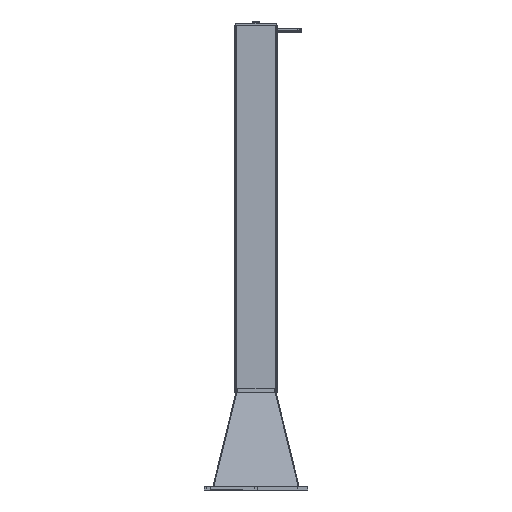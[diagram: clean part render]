
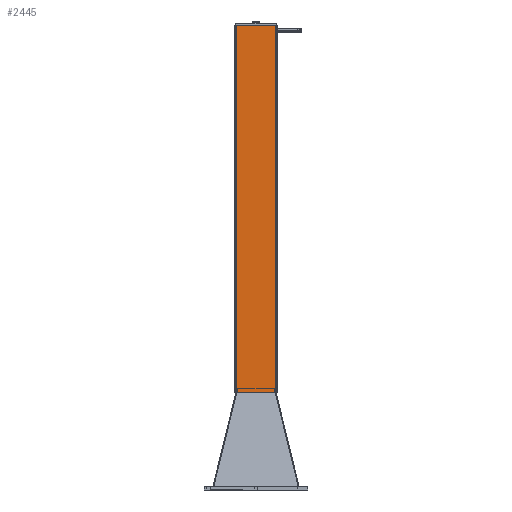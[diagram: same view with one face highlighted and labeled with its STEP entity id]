
A CAD part, left-side view. The second image highlights one B-rep face of the part: STEP entity #2445.
In plain terms, the highlighted face is planar.
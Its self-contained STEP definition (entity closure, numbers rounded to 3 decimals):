
#2445=ADVANCED_FACE('',(#4446),#4447,.T.);
#4446=FACE_OUTER_BOUND('',#6775,.T.);
#4447=PLANE('',#6776);
#6775=EDGE_LOOP('',(#14215,#14216,#14217,#14218));
#6776=AXIS2_PLACEMENT_3D('',#14219,#14220,#14221);
#14215=ORIENTED_EDGE('',*,*,#19058,.T.);
#14216=ORIENTED_EDGE('',*,*,#19067,.F.);
#14217=ORIENTED_EDGE('',*,*,#19068,.T.);
#14218=ORIENTED_EDGE('',*,*,#19069,.T.);
#14219=CARTESIAN_POINT('',(0.,175.0,0.0));
#14220=DIRECTION('',(0.0,1.0,0.0));
#14221=DIRECTION('',(-1.0,0.0,0.0));
#19058=EDGE_CURVE('',#21104,#21109,#21111,.T.);
#19067=EDGE_CURVE('',#21121,#21109,#21122,.T.);
#19068=EDGE_CURVE('',#21121,#21123,#21124,.T.);
#19069=EDGE_CURVE('',#21123,#21104,#21125,.T.);
#21104=VERTEX_POINT('',#24020);
#21109=VERTEX_POINT('',#24026);
#21111=LINE('',#24028,#24029);
#21121=VERTEX_POINT('',#24043);
#21122=LINE('',#24044,#24045);
#21123=VERTEX_POINT('',#24046);
#21124=LINE('',#24047,#24048);
#21125=LINE('',#24049,#24050);
#24020=CARTESIAN_POINT('',(-160.0,175.0,3000.0));
#24026=CARTESIAN_POINT('',(160.0,175.0,3000.0));
#24028=CARTESIAN_POINT('',(160.0,175.0,3000.0));
#24029=VECTOR('',#30737,1.0);
#24043=CARTESIAN_POINT('',(160.0,175.0,0.0));
#24044=CARTESIAN_POINT('',(160.0,175.0,0.0));
#24045=VECTOR('',#30745,1.0);
#24046=CARTESIAN_POINT('',(-160.0,175.0,0.0));
#24047=CARTESIAN_POINT('',(160.0,175.0,0.0));
#24048=VECTOR('',#30746,1.0);
#24049=CARTESIAN_POINT('',(-160.0,175.0,0.0));
#24050=VECTOR('',#30747,1.0);
#30737=DIRECTION('',(1.0,0.0,0.0));
#30745=DIRECTION('',(0.0,0.0,1.0));
#30746=DIRECTION('',(-1.0,0.0,0.0));
#30747=DIRECTION('',(0.0,0.0,1.0));
